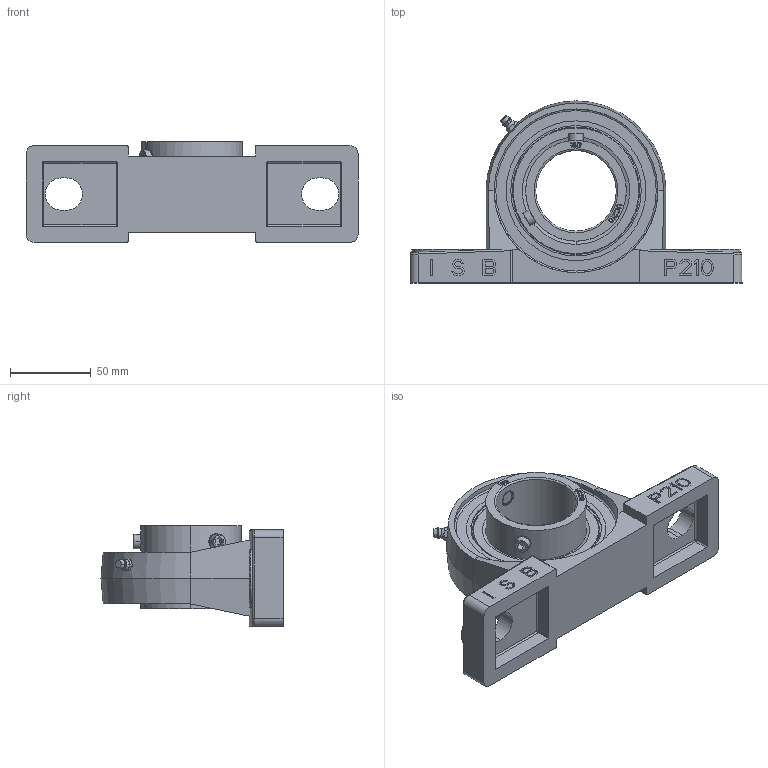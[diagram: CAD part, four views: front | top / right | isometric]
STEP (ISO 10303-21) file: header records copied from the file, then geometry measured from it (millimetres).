
FILE_DESCRIPTION((''),'2;1');
FILE_NAME('UCP210_ASM','2016-06-08T',('giuseppe.caruso'),(''),'CREO PARAMETRIC BY PTC INC, 2014500','CREO PARAMETRIC BY PTC INC, 2014500','');
FILE_SCHEMA(('CONFIG_CONTROL_DESIGN'));
Length unit declared in the file: millimetre
Products named in the file (10): P210_AF0; M6X1; UC210_AI_AF0; UC210_AE_AF0; UC210_BALL; UC210_CAGE; UC210_SEAL; M10X1; UC210_AF0_ASM; UCP210_ASM
Assembly tree (20 placements, depth 3):
  UCP210_ASM
    P210_AF0
    M6X1
    UC210_AF0_ASM
      UC210_AI_AF0
      UC210_AE_AF0
      UC210_BALL  x10
      UC210_CAGE
      UC210_SEAL  x2
      M10X1  x2
Bounding box: 206 x 113 x 62.6 mm (x, y, z)
Volume: 342137.5 mm3; surface area: 118841.8 mm2
Topology: 38 solids, 42 shells, 880 faces, 2259 edges, 1449 vertices
Faces by surface type: plane 594, cylinder 146, cone 46, bspline 44, sphere 32, torus 18
Entity records: 24535 total; most frequent: CARTESIAN_POINT 5129, ORIENTED_EDGE 4004, DIRECTION 3868, EDGE_CURVE 2013, VECTOR 1626, LINE 1626, VERTEX_POINT 1311, AXIS2_PLACEMENT_3D 1121
